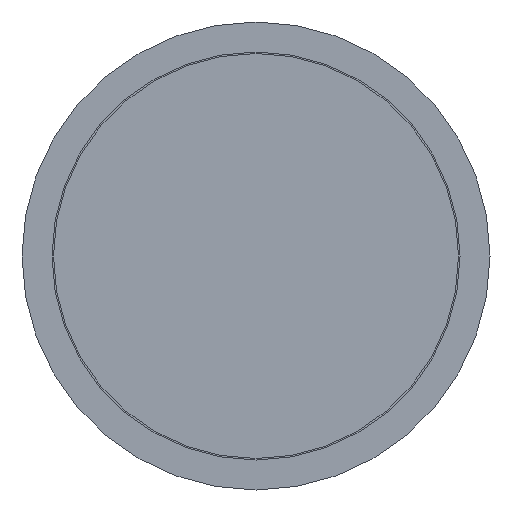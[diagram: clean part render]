
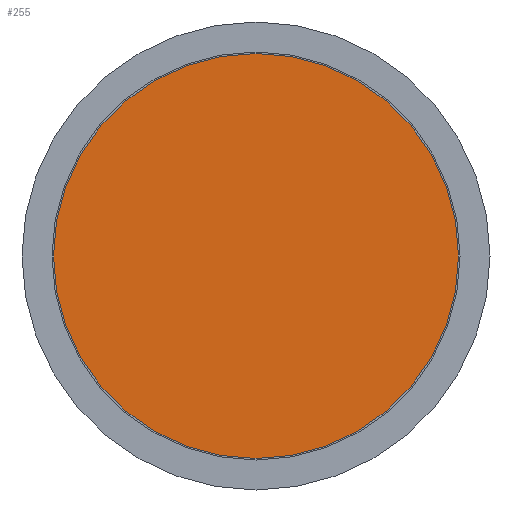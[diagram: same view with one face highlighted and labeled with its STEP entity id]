
A CAD part, front view. The second image highlights one B-rep face of the part: STEP entity #255.
In plain terms, the highlighted planar face has unit normal (0, -1, 0).
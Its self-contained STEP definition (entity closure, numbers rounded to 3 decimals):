
#37 = DIRECTION ( 'NONE',  ( 0., 0., 1. ) ) ;
#43 = CARTESIAN_POINT ( 'NONE',  ( 0., 0., 0. ) ) ;
#114 = CARTESIAN_POINT ( 'NONE',  ( 0., 0., -33.75 ) ) ;
#127 = DIRECTION ( 'NONE',  ( 0., 1., 0. ) ) ;
#130 = AXIS2_PLACEMENT_3D ( 'NONE', #377, #127, #37 ) ;
#182 = EDGE_LOOP ( 'NONE', ( #391 ) ) ;
#209 = AXIS2_PLACEMENT_3D ( 'NONE', #43, #354, #390 ) ;
#250 = FACE_OUTER_BOUND ( 'NONE', #182, .T. ) ;
#255 = ADVANCED_FACE ( 'NONE', ( #250 ), #344, .F. ) ;
#303 = EDGE_CURVE ( 'NONE', #460, #460, #470, .T. ) ;
#344 = PLANE ( 'NONE',  #130 ) ;
#354 = DIRECTION ( 'NONE',  ( 0., -1., 0. ) ) ;
#377 = CARTESIAN_POINT ( 'NONE',  ( -33.75, 0., 0. ) ) ;
#390 = DIRECTION ( 'NONE',  ( 0., 0., -1. ) ) ;
#391 = ORIENTED_EDGE ( 'NONE', *, *, #303, .T. ) ;
#460 = VERTEX_POINT ( 'NONE', #114 ) ;
#470 = CIRCLE ( 'NONE', #209, 33.75 ) ;
